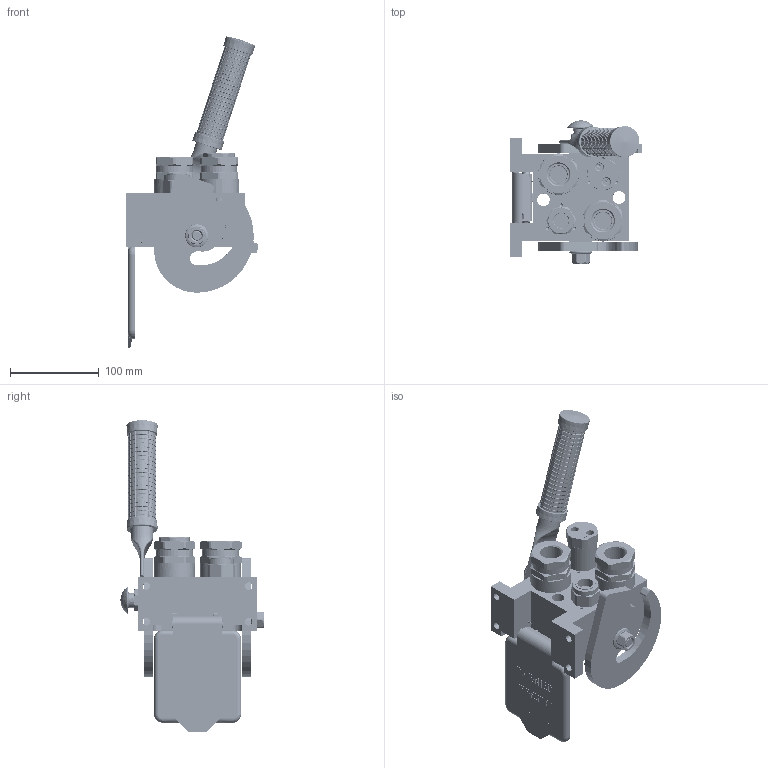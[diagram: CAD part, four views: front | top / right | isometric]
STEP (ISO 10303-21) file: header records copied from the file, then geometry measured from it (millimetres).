
FILE_DESCRIPTION (( 'STEP AP214' ), '1' );
FILE_NAME ('FASTER.step', '2021-11-02T10:58:42', ( '' ), ( '' ), 'SwSTEP 2.0', 'SolidWorks 2017', '' );
FILE_SCHEMA (( 'AUTOMOTIVE_DESIGN' ));
Length unit declared in the file: millimetre
Products named in the file (40): 1540_080_0012_000; 4830_001_0005_300; 2ffnb34_gas_f; 4850_024_0000_012; 4830_070_0000_001; 4850_024_6002_020; A_2ffnb34_gas_f; 4340_014_0000_000; FASTER; 4810_001_0001_014; 4830_025_2000_000; sicura_p5; 2ffngs12_aa_f; 2ffnb12_gas_f; 4850_024_6001_000; A_2ffngs12_aa_f; or1_5x7_m; curs_molla_12; 4142_072_1000_300; 4830_025_0000_001; 4150_072_1000_200; 4850_024_6001_000_ASM; 4820_024_1002_011; curs_molla_34; 4250_014_1000_000; 4850_024_6001_021; 4830_022_0000_011; 4850_024_5001_010; P510_F_ALB_BASE; A_2ffnb12_gas_f; 4830_001_0005_301; 4830_025_1000_000; 4820_001_0004_000; et011; 4830_020_0000_033; 0048_042_0412_000; or2_62x17_86
Assembly tree (44 placements, depth 4):
  FASTER
    P510_F_ALB_BASE
      4830_020_0000_033
      4830_025_1000_000
      4820_001_0004_000
      4810_001_0001_014
      4830_022_0000_011
      4830_070_0000_001
      4830_001_0005_300
      4830_001_0005_301
      or2_62x17_86  x2
    A_2ffnb34_gas_f  x2
      curs_molla_34
        4150_072_1000_200
        4250_014_1000_000
      2ffnb34_gas_f
        2ffnb34_gas_f
    A_2ffnb12_gas_f
      curs_molla_12
        4340_014_0000_000
        4142_072_1000_300
      2ffnb12_gas_f
        2ffnb12_gas_f
    A_2ffngs12_aa_f
      curs_molla_12
        4340_014_0000_000
        4142_072_1000_300
      2ffngs12_aa_f
        2ffngs12_aa_f
    4850_024_6001_000
      4850_024_6001_000_ASM
        4850_024_5001_010
        4850_024_6001_021
        4820_024_1002_011
      sicura_p5
        4830_025_0000_001
        or1_5x7_m
        0048_042_0412_000
      4850_024_6002_020
      4850_024_0000_012
      1540_080_0012_000
      4830_025_2000_000
      or2_62x17_86  x2
    et011
Bounding box: 148.95 x 160.93 x 350 mm (x, y, z)
Volume: 254220.6 mm3; surface area: 363264 mm2
Topology: 27 solids, 67 shells, 5536 faces, 14744 edges, 9434 vertices
Faces by surface type: plane 2368, cylinder 1860, torus 571, cone 427, bspline 263, sphere 47
Entity records: 230895 total; most frequent: CARTESIAN_POINT 95367, ORIENTED_EDGE 27292, DIRECTION 23620, EDGE_CURVE 13818, VERTEX_POINT 8874, LINE 7926, VECTOR 7926, AXIS2_PLACEMENT_3D 7847
